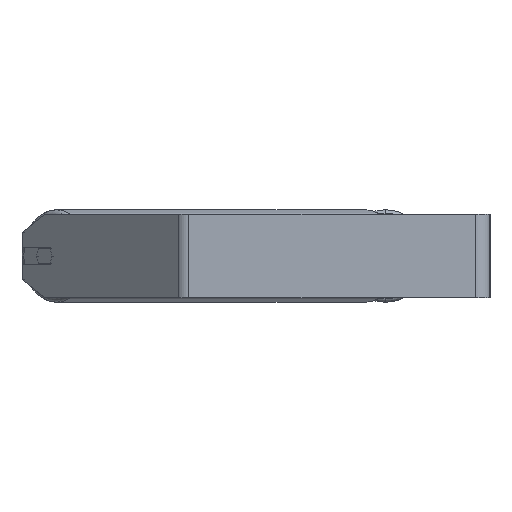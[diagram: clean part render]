
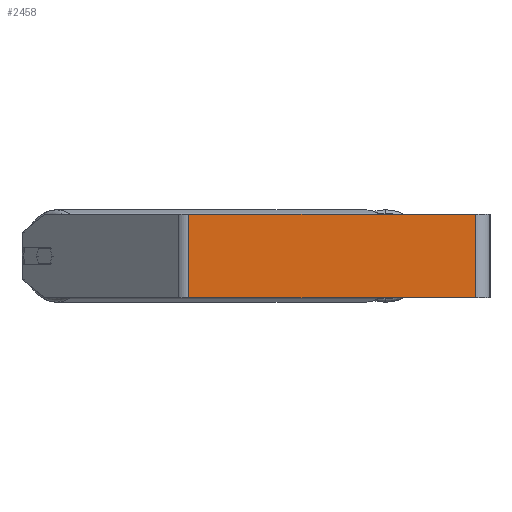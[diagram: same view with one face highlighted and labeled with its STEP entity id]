
A CAD part, left-side view. The second image highlights one B-rep face of the part: STEP entity #2458.
In plain terms, the highlighted planar face has unit normal (-1, 0, 0).
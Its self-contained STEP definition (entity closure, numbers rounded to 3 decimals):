
#85 = DIRECTION ( 'NONE',  ( 1., 0., 0. ) ) ;
#633 = CARTESIAN_POINT ( 'NONE',  ( -700., 14., -40. ) ) ;
#684 = ORIENTED_EDGE ( 'NONE', *, *, #3384, .T. ) ;
#829 = PLANE ( 'NONE',  #8556 ) ;
#914 = EDGE_CURVE ( 'NONE', #8019, #3784, #4961, .T. ) ;
#2458 = ADVANCED_FACE ( 'NONE', ( #6943 ), #829, .F. ) ;
#3113 = CARTESIAN_POINT ( 'NONE',  ( -700., 295.71, 40. ) ) ;
#3326 = CARTESIAN_POINT ( 'NONE',  ( -700., 14., 40. ) ) ;
#3384 = EDGE_CURVE ( 'NONE', #8416, #5777, #6176, .T. ) ;
#3451 = DIRECTION ( 'NONE',  ( 0., 0., -1. ) ) ;
#3784 = VERTEX_POINT ( 'NONE', #633 ) ;
#3829 = VECTOR ( 'NONE', #7341, 1000. ) ;
#4292 = CARTESIAN_POINT ( 'NONE',  ( -700., 289.911, 40. ) ) ;
#4756 = CARTESIAN_POINT ( 'NONE',  ( -700., 289.911, 40. ) ) ;
#4932 = EDGE_LOOP ( 'NONE', ( #7624, #7983, #7110, #684 ) ) ;
#4961 = LINE ( 'NONE', #8285, #6686 ) ;
#5500 = VECTOR ( 'NONE', #6213, 1000. ) ;
#5594 = DIRECTION ( 'NONE',  ( 0., 0., -1. ) ) ;
#5777 = VERTEX_POINT ( 'NONE', #8154 ) ;
#6063 = CARTESIAN_POINT ( 'NONE',  ( -700., 295.71, -40. ) ) ;
#6176 = LINE ( 'NONE', #4756, #5500 ) ;
#6213 = DIRECTION ( 'NONE',  ( 0., 0., -1. ) ) ;
#6439 = LINE ( 'NONE', #3113, #7103 ) ;
#6686 = VECTOR ( 'NONE', #5594, 1000. ) ;
#6943 = FACE_OUTER_BOUND ( 'NONE', #4932, .T. ) ;
#7103 = VECTOR ( 'NONE', #7759, 1000. ) ;
#7110 = ORIENTED_EDGE ( 'NONE', *, *, #7931, .F. ) ;
#7295 = EDGE_CURVE ( 'NONE', #5777, #3784, #8104, .T. ) ;
#7341 = DIRECTION ( 'NONE',  ( 0., -1., 0. ) ) ;
#7521 = CARTESIAN_POINT ( 'NONE',  ( -700., 295.71, 40. ) ) ;
#7624 = ORIENTED_EDGE ( 'NONE', *, *, #7295, .T. ) ;
#7759 = DIRECTION ( 'NONE',  ( 0., -1., 0. ) ) ;
#7931 = EDGE_CURVE ( 'NONE', #8416, #8019, #6439, .T. ) ;
#7983 = ORIENTED_EDGE ( 'NONE', *, *, #914, .F. ) ;
#8019 = VERTEX_POINT ( 'NONE', #3326 ) ;
#8104 = LINE ( 'NONE', #6063, #3829 ) ;
#8154 = CARTESIAN_POINT ( 'NONE',  ( -700., 289.911, -40. ) ) ;
#8285 = CARTESIAN_POINT ( 'NONE',  ( -700., 14., 40. ) ) ;
#8416 = VERTEX_POINT ( 'NONE', #4292 ) ;
#8556 = AXIS2_PLACEMENT_3D ( 'NONE', #7521, #85, #3451 ) ;
